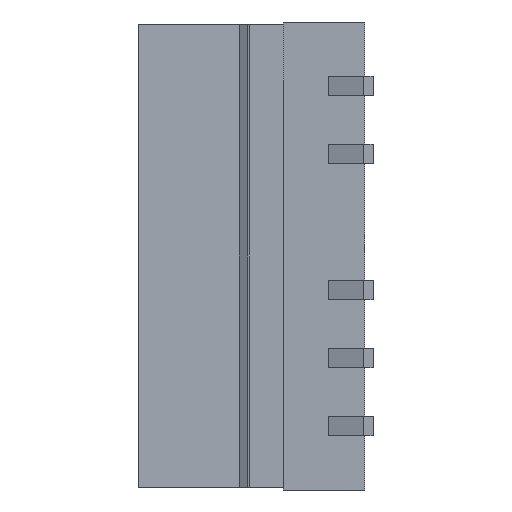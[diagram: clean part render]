
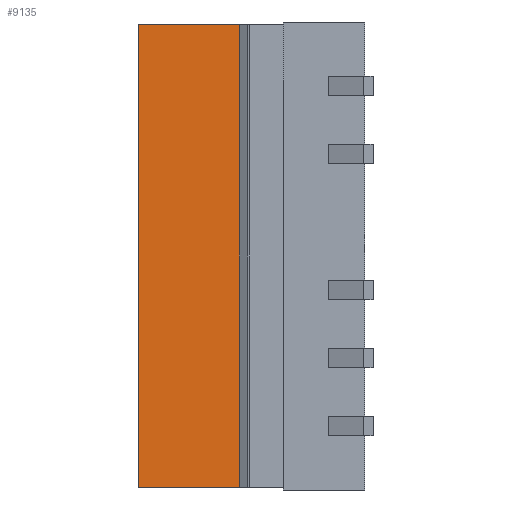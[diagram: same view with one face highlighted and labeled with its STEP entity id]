
A CAD part, left-side view. The second image highlights one B-rep face of the part: STEP entity #9135.
In plain terms, the highlighted planar face has unit normal (-1, -0.028, 0).
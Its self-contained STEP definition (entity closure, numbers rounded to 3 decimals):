
#220 = DIRECTION ( 'NONE',  ( -0.028, 1., 0. ) ) ;
#301 = B_SPLINE_CURVE_WITH_KNOTS ( 'NONE', 3,
 ( #1578, #10594, #11535, #2505 ),
 .UNSPECIFIED., .F., .F.,
 ( 4, 4 ),
 ( 0., 1. ),
 .UNSPECIFIED. ) ;
#587 = EDGE_LOOP ( 'NONE', ( #4417, #9867, #8085, #8290 ) ) ;
#1462 = CARTESIAN_POINT ( 'NONE',  ( -7.602, 8.31, -8.499 ) ) ;
#1578 = CARTESIAN_POINT ( 'NONE',  ( -7.602, 8.31, -8.499 ) ) ;
#1623 = EDGE_CURVE ( 'NONE', #4524, #7647, #301, .T. ) ;
#1953 = CARTESIAN_POINT ( 'NONE',  ( -7.501, 4.629, 8.499 ) ) ;
#2489 = PLANE ( 'NONE',  #2979 ) ;
#2505 = CARTESIAN_POINT ( 'NONE',  ( -7.602, 8.31, 8.499 ) ) ;
#2526 = DIRECTION ( 'NONE',  ( -1., -0.028, 0. ) ) ;
#2652 = FACE_OUTER_BOUND ( 'NONE', #587, .T. ) ;
#2900 = CARTESIAN_POINT ( 'NONE',  ( -7.602, 8.31, 8.499 ) ) ;
#2979 = AXIS2_PLACEMENT_3D ( 'NONE', #7938, #2526, #8850 ) ;
#3411 = EDGE_CURVE ( 'NONE', #8207, #7647, #6014, .T. ) ;
#3419 = DIRECTION ( 'NONE',  ( 0.028, -1., 0. ) ) ;
#4312 = CARTESIAN_POINT ( 'NONE',  ( -7.602, 8.31, -8.499 ) ) ;
#4417 = ORIENTED_EDGE ( 'NONE', *, *, #3411, .T. ) ;
#4524 = VERTEX_POINT ( 'NONE', #1462 ) ;
#4848 = VECTOR ( 'NONE', #8283, 1000. ) ;
#5114 = VERTEX_POINT ( 'NONE', #7515 ) ;
#5278 = LINE ( 'NONE', #4312, #9830 ) ;
#5515 = EDGE_CURVE ( 'NONE', #5114, #8207, #9397, .T. ) ;
#6014 = LINE ( 'NONE', #2900, #10576 ) ;
#6990 = CARTESIAN_POINT ( 'NONE',  ( -7.602, 8.31, 8.499 ) ) ;
#7515 = CARTESIAN_POINT ( 'NONE',  ( -7.501, 4.629, -8.499 ) ) ;
#7647 = VERTEX_POINT ( 'NONE', #6990 ) ;
#7938 = CARTESIAN_POINT ( 'NONE',  ( -7.602, 8.31, 8.499 ) ) ;
#8085 = ORIENTED_EDGE ( 'NONE', *, *, #10743, .T. ) ;
#8207 = VERTEX_POINT ( 'NONE', #10640 ) ;
#8283 = DIRECTION ( 'NONE',  ( 0., 0., 1. ) ) ;
#8290 = ORIENTED_EDGE ( 'NONE', *, *, #5515, .T. ) ;
#8850 = DIRECTION ( 'NONE',  ( 0.028, -1., 0. ) ) ;
#9135 = ADVANCED_FACE ( 'NONE', ( #2652 ), #2489, .T. ) ;
#9397 = LINE ( 'NONE', #1953, #4848 ) ;
#9830 = VECTOR ( 'NONE', #3419, 1000. ) ;
#9867 = ORIENTED_EDGE ( 'NONE', *, *, #1623, .F. ) ;
#10576 = VECTOR ( 'NONE', #220, 1000. ) ;
#10594 = CARTESIAN_POINT ( 'NONE',  ( -7.602, 8.31, -2.833 ) ) ;
#10640 = CARTESIAN_POINT ( 'NONE',  ( -7.501, 4.629, 8.499 ) ) ;
#10743 = EDGE_CURVE ( 'NONE', #4524, #5114, #5278, .T. ) ;
#11535 = CARTESIAN_POINT ( 'NONE',  ( -7.602, 8.31, 2.833 ) ) ;
